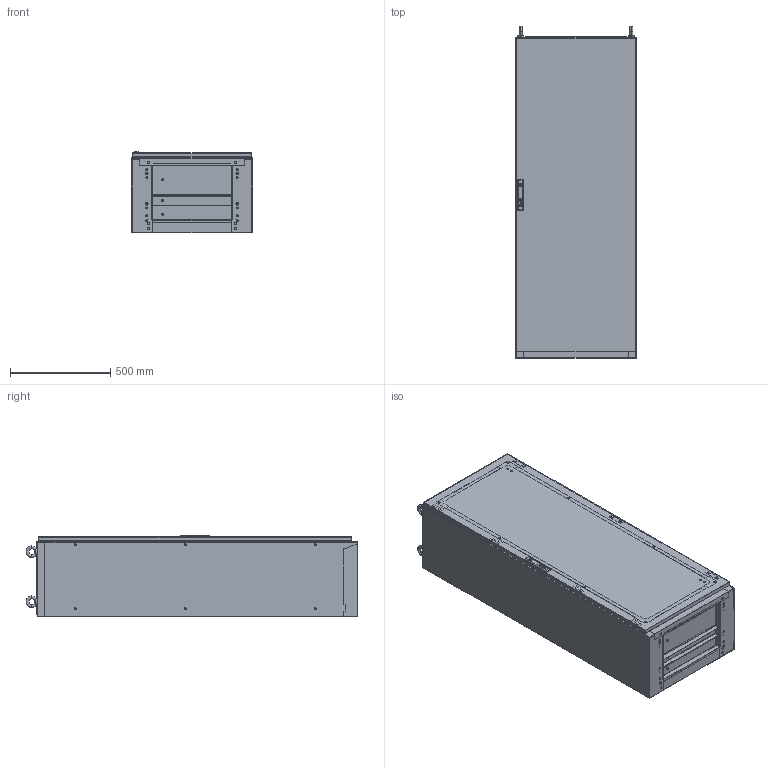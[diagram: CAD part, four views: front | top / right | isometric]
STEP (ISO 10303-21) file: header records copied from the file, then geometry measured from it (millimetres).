
FILE_DESCRIPTION (( 'STEP AP214' ), '1' );
FILE_NAME ('0390-6016-40-17.step', '2022-07-28T11:15:43', ( '' ), ( '' ), 'SwSTEP 2.0', 'SolidWorks 2019', '' );
FILE_SCHEMA (( 'AUTOMOTIVE_DESIGN' ));
Length unit declared in the file: millimetre
Products named in the file (14): arretierwinkel_li_s; Bodenplattensatz_s_0396-6000-40-03; TuerR_s_0395-6016-00-97; Montageplatte_s_6016; MPGleitschuh_s; Korpus_ss_6016-40; rasthalterung_re_s; arretierwinkel_re_s; MontageplatteKPL_s_0348-6016-00-13; 0390-6016-40-17; Dachplatte_ss_0390-6000-40-07; rasthalterung_li_s; MontageplatteZubehoer_s; 3080-9036-03-48 Schutzleiterschraube
Assembly tree (14 placements, depth 4):
  0390-6016-40-17
    Korpus_ss_6016-40
    TuerR_s_0395-6016-00-97
    Dachplatte_ss_0390-6000-40-07
    Bodenplattensatz_s_0396-6000-40-03
    MontageplatteKPL_s_0348-6016-00-13
      Montageplatte_s_6016
      MontageplatteZubehoer_s
        arretierwinkel_li_s
        arretierwinkel_re_s
        rasthalterung_li_s
        rasthalterung_re_s
        3080-9036-03-48 Schutzleiterschraube
        MPGleitschuh_s  x2
Bounding box: 600 x 1657.99 x 407.5 mm (x, y, z)
Volume: 10714971.6 mm3; surface area: 10942394 mm2
Topology: 61 solids, 61 shells, 4477 faces, 11711 edges, 7729 vertices
Faces by surface type: plane 2532, cylinder 1708, cone 201, torus 24, bspline 12
Entity records: 167163 total; most frequent: CARTESIAN_POINT 26045, DIRECTION 23937, ORIENTED_EDGE 23314, EDGE_CURVE 11657, AXIS2_PLACEMENT_3D 8155, VERTEX_POINT 7695, LINE 7627, VECTOR 7627
